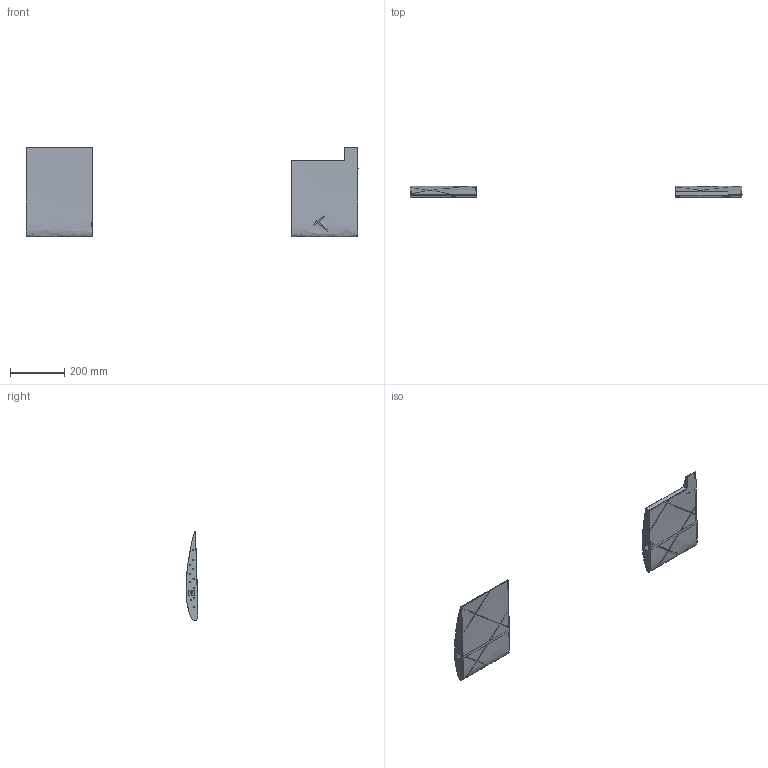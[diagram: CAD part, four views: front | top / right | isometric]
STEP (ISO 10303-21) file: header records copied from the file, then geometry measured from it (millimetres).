
FILE_DESCRIPTION(/* description */ (''),/* implementation_level */ '2;1');
FILE_NAME(/* name */ 'Missing Parts.stp',/* time_stamp */ '2025-12-01T21:25:37-05:00',/* author */ ('mateo'),/* organization */ (''),/* preprocessor_version */ 'ST-DEVELOPER v20.1',/* originating_system */ 'Autodesk Inventor 2026',/* authorisation */ '');
FILE_SCHEMA (('AUTOMOTIVE_DESIGN { 1 0 10303 214 3 1 1 }'));
Length unit declared in the file: millimetre
Products named in the file (1): WingLeft_v0.1_MIR1
Bounding box: 1225 x 43.93 x 331.34 mm (x, y, z)
Volume: 542220.5 mm3; surface area: 795051.8 mm2
Topology: 2 solids, 9 shells, 287 faces, 760 edges, 505 vertices
Faces by surface type: plane 174, bspline 65, cylinder 25, sphere 23
Full cylindrical faces by diameter (mm): 3 x2, 4.25 x21, 5.5 x1, 9 x1
Entity records: 18437 total; most frequent: CARTESIAN_POINT 11426, ORIENTED_EDGE 1476, DIRECTION 1109, EDGE_CURVE 738, VERTEX_POINT 505, LINE 389, VECTOR 389, EDGE_LOOP 382
